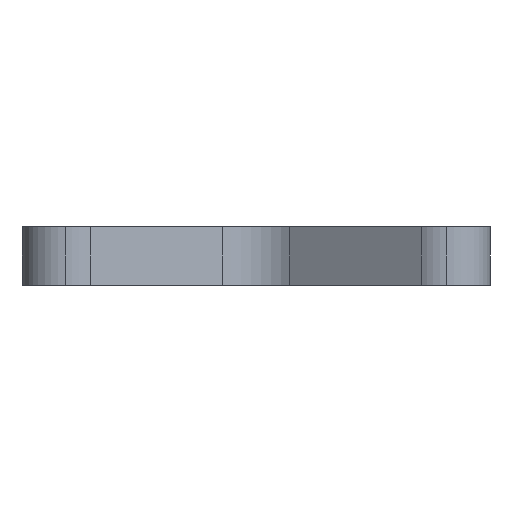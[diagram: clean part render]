
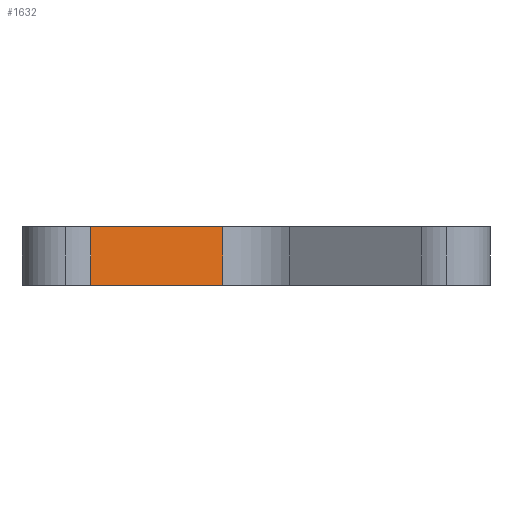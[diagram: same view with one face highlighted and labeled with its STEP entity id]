
A CAD part, left-side view. The second image highlights one B-rep face of the part: STEP entity #1632.
In plain terms, the highlighted planar face has unit normal (-0.821, -0.572, 0).
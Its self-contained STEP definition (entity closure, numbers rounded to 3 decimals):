
#59 = CARTESIAN_POINT ( 'NONE',  ( -82.218, 2.286, 0. ) ) ;
#89 = VERTEX_POINT ( 'NONE', #173 ) ;
#90 = ORIENTED_EDGE ( 'NONE', *, *, #1568, .T. ) ;
#173 = CARTESIAN_POINT ( 'NONE',  ( -82.218, 2.286, 4. ) ) ;
#189 = VERTEX_POINT ( 'NONE', #242 ) ;
#195 = AXIS2_PLACEMENT_3D ( 'NONE', #1080, #358, #1222 ) ;
#226 = PLANE ( 'NONE',  #195 ) ;
#242 = CARTESIAN_POINT ( 'NONE',  ( -88.543, 11.367, 4. ) ) ;
#263 = DIRECTION ( 'NONE',  ( 0.572, -0.821, 0. ) ) ;
#269 = VECTOR ( 'NONE', #263, 1000. ) ;
#306 = LINE ( 'NONE', #1106, #269 ) ;
#331 = LINE ( 'NONE', #485, #824 ) ;
#358 = DIRECTION ( 'NONE',  ( 0.821, 0.572, 0. ) ) ;
#377 = CARTESIAN_POINT ( 'NONE',  ( -82.218, 2.286, 4. ) ) ;
#485 = CARTESIAN_POINT ( 'NONE',  ( -88.543, 11.367, 0. ) ) ;
#500 = DIRECTION ( 'NONE',  ( 0.572, -0.821, 0. ) ) ;
#526 = LINE ( 'NONE', #1303, #920 ) ;
#677 = DIRECTION ( 'NONE',  ( 0., 0., -1. ) ) ;
#692 = VECTOR ( 'NONE', #677, 1000. ) ;
#726 = EDGE_CURVE ( 'NONE', #89, #1123, #806, .T. ) ;
#731 = CARTESIAN_POINT ( 'NONE',  ( -88.543, 11.367, 0. ) ) ;
#806 = LINE ( 'NONE', #377, #692 ) ;
#824 = VECTOR ( 'NONE', #500, 1000. ) ;
#859 = DIRECTION ( 'NONE',  ( 0., 0., -1. ) ) ;
#920 = VECTOR ( 'NONE', #859, 1000. ) ;
#965 = ORIENTED_EDGE ( 'NONE', *, *, #1775, .F. ) ;
#1080 = CARTESIAN_POINT ( 'NONE',  ( -88.543, 11.367, 4. ) ) ;
#1106 = CARTESIAN_POINT ( 'NONE',  ( -88.543, 11.367, 4. ) ) ;
#1123 = VERTEX_POINT ( 'NONE', #59 ) ;
#1222 = DIRECTION ( 'NONE',  ( -0.572, 0.821, 0. ) ) ;
#1303 = CARTESIAN_POINT ( 'NONE',  ( -88.543, 11.367, 4. ) ) ;
#1326 = ORIENTED_EDGE ( 'NONE', *, *, #1446, .T. ) ;
#1334 = FACE_OUTER_BOUND ( 'NONE', #1358, .T. ) ;
#1358 = EDGE_LOOP ( 'NONE', ( #90, #1371, #965, #1326 ) ) ;
#1371 = ORIENTED_EDGE ( 'NONE', *, *, #726, .F. ) ;
#1381 = VERTEX_POINT ( 'NONE', #731 ) ;
#1446 = EDGE_CURVE ( 'NONE', #189, #1381, #526, .T. ) ;
#1568 = EDGE_CURVE ( 'NONE', #1381, #1123, #331, .T. ) ;
#1632 = ADVANCED_FACE ( 'NONE', ( #1334 ), #226, .F. ) ;
#1775 = EDGE_CURVE ( 'NONE', #189, #89, #306, .T. ) ;
